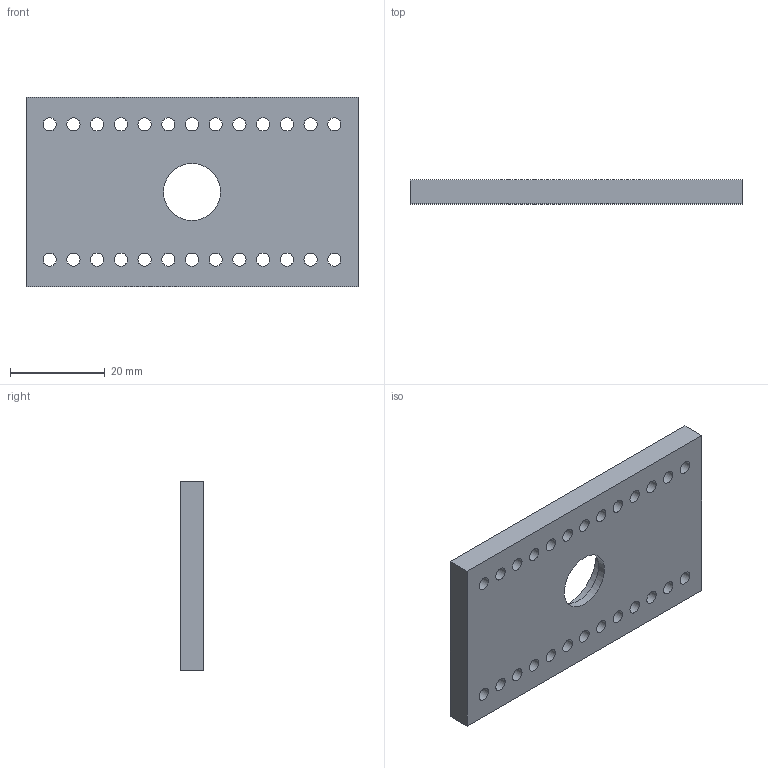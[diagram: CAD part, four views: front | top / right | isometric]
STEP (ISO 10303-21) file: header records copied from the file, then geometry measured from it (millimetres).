
FILE_DESCRIPTION(/* description */ (''),/* implementation_level */ '2;1');
FILE_NAME(/* name */ 'Horizontal Bearing Base.step',/* time_stamp */ '2023-07-30T19:10:43+08:00',/* author */ (''),/* organization */ (''),/* preprocessor_version */ 'ST-DEVELOPER v19.2',/* originating_system */ 'Autodesk Translation Framework v11.17.0.187',/* authorisation */ '');
FILE_SCHEMA (('AUTOMOTIVE_DESIGN { 1 0 10303 214 3 1 1 }'));
Length unit declared in the file: millimetre
Products named in the file (1): Horizontal Bearing Base
Bounding box: 70 x 5 x 40 mm (x, y, z)
Volume: 12255.2 mm3; surface area: 7537.7 mm2
Topology: 1 solids, 1 shells, 35 faces, 96 edges, 64 vertices
Faces by surface type: cylinder 28, plane 7
Full cylindrical faces by diameter (mm): 2.8 x26, 12 x1, 17.1 x1
Entity records: 1287 total; most frequent: DIRECTION 224, CARTESIAN_POINT 196, ORIENTED_EDGE 192, EDGE_CURVE 96, AXIS2_PLACEMENT_3D 92, EDGE_LOOP 90, VERTEX_POINT 64, CIRCLE 56
